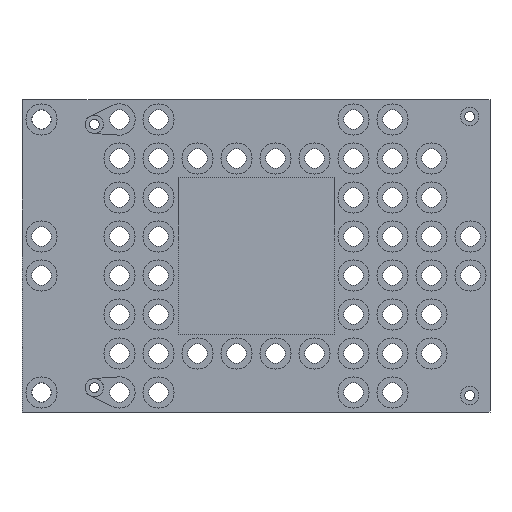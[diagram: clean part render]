
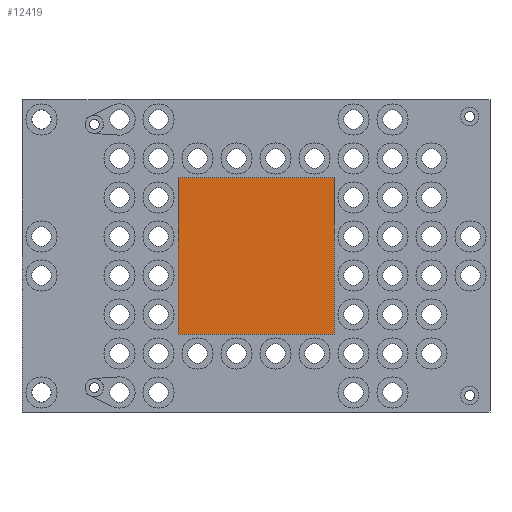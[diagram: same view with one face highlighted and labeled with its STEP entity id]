
A CAD part, front view. The second image highlights one B-rep face of the part: STEP entity #12419.
In plain terms, the highlighted planar face has unit normal (0, -1, 0).
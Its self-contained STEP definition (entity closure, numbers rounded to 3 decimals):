
#462=PLANE('',#13548);
#941=FACE_OUTER_BOUND('',#1655,.T.);
#1655=EDGE_LOOP('',(#9651,#9652,#9653,#9654));
#2700=LINE('',#19690,#3608);
#2703=LINE('',#19696,#3611);
#2706=LINE('',#19702,#3614);
#2709=LINE('',#19707,#3617);
#3608=VECTOR('',#15716,1000.);
#3611=VECTOR('',#15721,1000.);
#3614=VECTOR('',#15726,1000.);
#3617=VECTOR('',#15731,1000.);
#5429=VERTEX_POINT('',#19686);
#5431=VERTEX_POINT('',#19689);
#5433=VERTEX_POINT('',#19695);
#5435=VERTEX_POINT('',#19701);
#6884=EDGE_CURVE('',#5431,#5429,#2700,.T.);
#6887=EDGE_CURVE('',#5433,#5431,#2703,.T.);
#6890=EDGE_CURVE('',#5435,#5433,#2706,.T.);
#6893=EDGE_CURVE('',#5429,#5435,#2709,.T.);
#9651=ORIENTED_EDGE('',*,*,#6887,.T.);
#9652=ORIENTED_EDGE('',*,*,#6884,.T.);
#9653=ORIENTED_EDGE('',*,*,#6893,.T.);
#9654=ORIENTED_EDGE('',*,*,#6890,.T.);
#12419=ADVANCED_FACE('',(#941),#462,.F.);
#13548=AXIS2_PLACEMENT_3D('',#20398,#16476,#16477);
#15716=DIRECTION('',(0.,0.,-1.));
#15721=DIRECTION('',(-1.,0.,0.));
#15726=DIRECTION('',(0.,0.,1.));
#15731=DIRECTION('',(1.,0.,0.));
#16476=DIRECTION('center_axis',(0.,1.,0.));
#16477=DIRECTION('ref_axis',(1.,0.,0.));
#19686=CARTESIAN_POINT('',(-20.,0.5,-20.));
#19689=CARTESIAN_POINT('',(-20.,0.5,20.));
#19690=CARTESIAN_POINT('',(-20.,0.5,-20.));
#19695=CARTESIAN_POINT('',(20.,0.5,20.));
#19696=CARTESIAN_POINT('',(-20.,0.5,20.));
#19701=CARTESIAN_POINT('',(20.,0.5,-20.));
#19702=CARTESIAN_POINT('',(20.,0.5,-20.));
#19707=CARTESIAN_POINT('',(-20.,0.5,-20.));
#20398=CARTESIAN_POINT('Origin',(0.,0.5,
0.));
